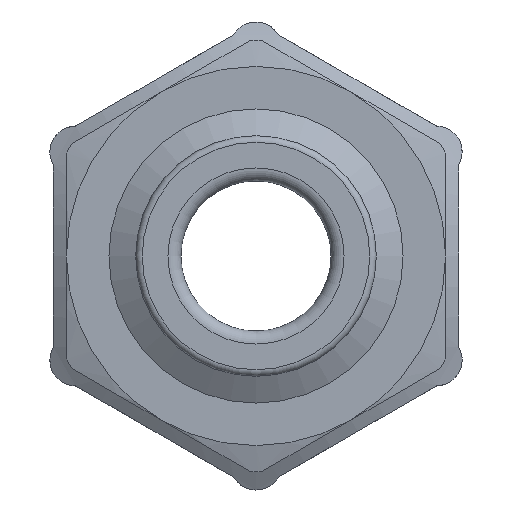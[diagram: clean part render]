
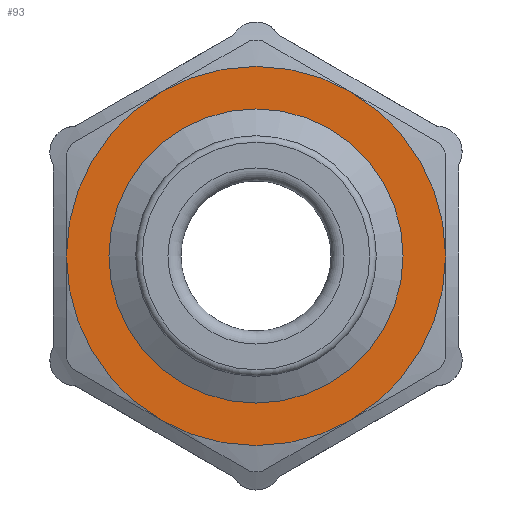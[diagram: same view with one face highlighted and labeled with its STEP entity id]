
A CAD part, left-side view. The second image highlights one B-rep face of the part: STEP entity #93.
In plain terms, the highlighted planar face has unit normal (-1, 0, 0).
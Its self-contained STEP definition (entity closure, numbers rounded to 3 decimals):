
#93 = ADVANCED_FACE( '', ( #196, #197 ), #198, .T. );
#196 = FACE_BOUND( '', #361, .T. );
#197 = FACE_OUTER_BOUND( '', #362, .T. );
#198 = PLANE( '', #363 );
#361 = EDGE_LOOP( '', ( #585 ) );
#362 = EDGE_LOOP( '', ( #586, #587, #588, #589, #590, #591 ) );
#363 = AXIS2_PLACEMENT_3D( '', #592, #593, #594 );
#585 = ORIENTED_EDGE( '', *, *, #1049, .T. );
#586 = ORIENTED_EDGE( '', *, *, #1050, .F. );
#587 = ORIENTED_EDGE( '', *, *, #1051, .F. );
#588 = ORIENTED_EDGE( '', *, *, #1052, .F. );
#589 = ORIENTED_EDGE( '', *, *, #1031, .F. );
#590 = ORIENTED_EDGE( '', *, *, #1053, .F. );
#591 = ORIENTED_EDGE( '', *, *, #1054, .F. );
#592 = CARTESIAN_POINT( '', ( -5.6, 14.5, 0. ) );
#593 = DIRECTION( '', ( -1., 0., 0. ) );
#594 = DIRECTION( '', ( 0., 0., 1. ) );
#1031 = EDGE_CURVE( '', #1207, #1209, #1210, .T. );
#1049 = EDGE_CURVE( '', #1244, #1244, #1245, .T. );
#1050 = EDGE_CURVE( '', #1246, #1247, #1248, .T. );
#1051 = EDGE_CURVE( '', #1249, #1246, #1250, .T. );
#1052 = EDGE_CURVE( '', #1209, #1249, #1251, .T. );
#1053 = EDGE_CURVE( '', #1198, #1207, #1252, .T. );
#1054 = EDGE_CURVE( '', #1247, #1198, #1253, .T. );
#1198 = VERTEX_POINT( '', #1601 );
#1207 = VERTEX_POINT( '', #1626 );
#1209 = VERTEX_POINT( '', #1633 );
#1210 = CIRCLE( '', #1634, 14.5 );
#1244 = VERTEX_POINT( '', #1690 );
#1245 = CIRCLE( '', #1691, 9.2 );
#1246 = VERTEX_POINT( '', #1692 );
#1247 = VERTEX_POINT( '', #1693 );
#1248 = CIRCLE( '', #1694, 14.5 );
#1249 = VERTEX_POINT( '', #1695 );
#1250 = CIRCLE( '', #1696, 14.5 );
#1251 = CIRCLE( '', #1697, 14.5 );
#1252 = CIRCLE( '', #1698, 14.5 );
#1253 = CIRCLE( '', #1699, 14.5 );
#1601 = CARTESIAN_POINT( '', ( -5.6, -7.25, 12.557 ) );
#1626 = CARTESIAN_POINT( '', ( -5.6, -14.5, 0. ) );
#1633 = CARTESIAN_POINT( '', ( -5.6, -7.25, -12.557 ) );
#1634 = AXIS2_PLACEMENT_3D( '', #2198, #2199, #2200 );
#1690 = CARTESIAN_POINT( '', ( -5.6, 0., -9.2 ) );
#1691 = AXIS2_PLACEMENT_3D( '', #2242, #2243, #2244 );
#1692 = CARTESIAN_POINT( '', ( -5.6, 14.5, 0. ) );
#1693 = CARTESIAN_POINT( '', ( -5.6, 7.25, 12.557 ) );
#1694 = AXIS2_PLACEMENT_3D( '', #2245, #2246, #2247 );
#1695 = CARTESIAN_POINT( '', ( -5.6, 7.25, -12.557 ) );
#1696 = AXIS2_PLACEMENT_3D( '', #2248, #2249, #2250 );
#1697 = AXIS2_PLACEMENT_3D( '', #2251, #2252, #2253 );
#1698 = AXIS2_PLACEMENT_3D( '', #2254, #2255, #2256 );
#1699 = AXIS2_PLACEMENT_3D( '', #2257, #2258, #2259 );
#2198 = CARTESIAN_POINT( '', ( -5.6, 0., 0. ) );
#2199 = DIRECTION( '', ( 1., 0., 0. ) );
#2200 = DIRECTION( '', ( 0., 0., -1. ) );
#2242 = CARTESIAN_POINT( '', ( -5.6, 0., 0. ) );
#2243 = DIRECTION( '', ( 1., 0., 0. ) );
#2244 = DIRECTION( '', ( 0., 0., -1. ) );
#2245 = CARTESIAN_POINT( '', ( -5.6, 0., 0. ) );
#2246 = DIRECTION( '', ( 1., 0., 0. ) );
#2247 = DIRECTION( '', ( 0., 0., -1. ) );
#2248 = CARTESIAN_POINT( '', ( -5.6, 0., 0. ) );
#2249 = DIRECTION( '', ( 1., 0., 0. ) );
#2250 = DIRECTION( '', ( 0., 0., -1. ) );
#2251 = CARTESIAN_POINT( '', ( -5.6, 0., 0. ) );
#2252 = DIRECTION( '', ( 1., 0., 0. ) );
#2253 = DIRECTION( '', ( 0., 0., -1. ) );
#2254 = CARTESIAN_POINT( '', ( -5.6, 0., 0. ) );
#2255 = DIRECTION( '', ( 1., 0., 0. ) );
#2256 = DIRECTION( '', ( 0., 0., -1. ) );
#2257 = CARTESIAN_POINT( '', ( -5.6, 0., 0. ) );
#2258 = DIRECTION( '', ( 1., 0., 0. ) );
#2259 = DIRECTION( '', ( 0., 0., -1. ) );
